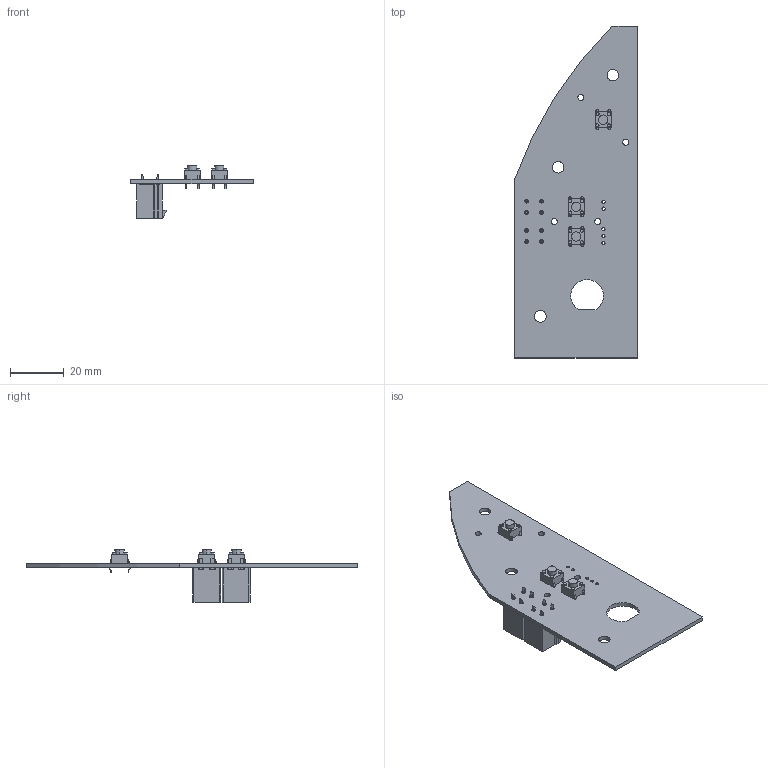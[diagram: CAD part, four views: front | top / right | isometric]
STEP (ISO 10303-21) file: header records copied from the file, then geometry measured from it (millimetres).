
FILE_DESCRIPTION(('KiCad electronic assembly'),'2;1');
FILE_NAME('MASTER ARM PANEL.step','2023-01-09T19:00:00',('Pcbnew'),( 'Kicad'),'Open CASCADE STEP processor 7.6','KiCad to STEP converter' ,'Unknown');
FILE_SCHEMA(('AUTOMOTIVE_DESIGN { 1 0 10303 214 1 1 1 1 }'));
Length unit declared in the file: millimetre
Products named in the file (6): MASTER ARM PANEL 1; B3F-102x; COMPOUND; Molex_Mini-Fit_Jr_5566-04A_2x02_P4.20mm_Vertical; SOLID; MASTER ARM PANEL PCB
Assembly tree (8 placements, depth 3):
  MASTER ARM PANEL 1
    B3F-102x  x3
      COMPOUND
    Molex_Mini-Fit_Jr_5566-04A_2x02_P4.20mm_Vertical  x2
      SOLID
    MASTER ARM PANEL PCB
Bounding box: 45.72 x 123.51 x 19.5 mm (x, y, z)
Volume: 9205.7 mm3; surface area: 13534.1 mm2
Topology: 9 solids, 9 shells, 506 faces, 1307 edges, 870 vertices
Faces by surface type: plane 434, cylinder 72
Full cylindrical faces by diameter (mm): 1 x12, 1.19 x5, 1.4 x8, 2.25 x4, 4.3 x3
Entity records: 15766 total; most frequent: CARTESIAN_POINT 2616, DIRECTION 2463, LINE 1696, VECTOR 1696, ORIENTED_EDGE 1256, PCURVE 1256, DEFINITIONAL_REPRESENTATION 1256, EDGE_CURVE 628
